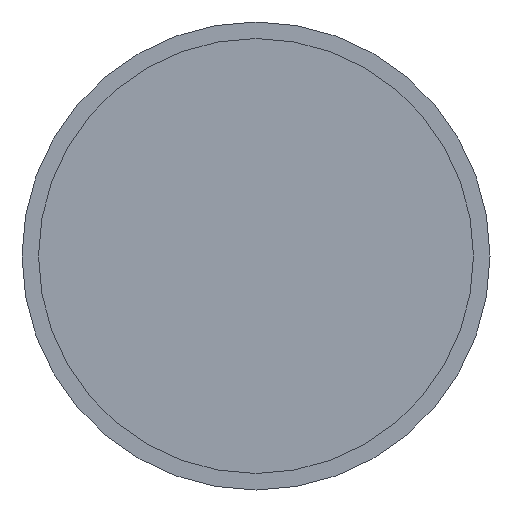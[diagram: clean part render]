
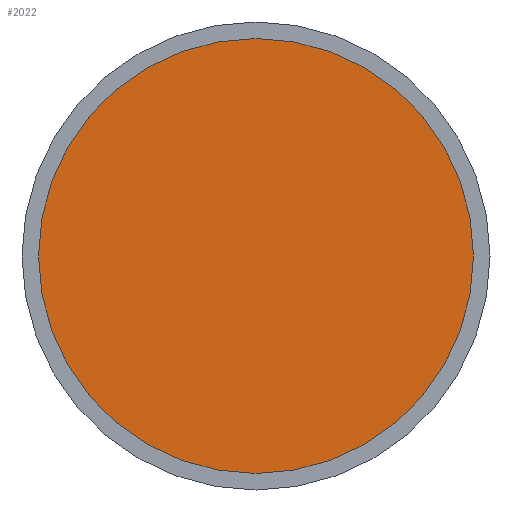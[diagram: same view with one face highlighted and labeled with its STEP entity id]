
A CAD part, front view. The second image highlights one B-rep face of the part: STEP entity #2022.
In plain terms, the highlighted planar face has unit normal (0, -1, 0).
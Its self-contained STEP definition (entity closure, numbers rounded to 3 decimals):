
#83 = CARTESIAN_POINT ( 'NONE',  ( 0., -2., -46. ) ) ;
#229 = DIRECTION ( 'NONE',  ( 0., 0., -1. ) ) ;
#302 = CARTESIAN_POINT ( 'NONE',  ( 0., -2., 46. ) ) ;
#321 = EDGE_CURVE ( 'NONE', #1432, #1834, #806, .T. ) ;
#806 = CIRCLE ( 'NONE', #3037, 46. ) ;
#921 = AXIS2_PLACEMENT_3D ( 'NONE', #1194, #966, #229 ) ;
#966 = DIRECTION ( 'NONE',  ( 0., -1., 0. ) ) ;
#1173 = DIRECTION ( 'NONE',  ( 0., -1., 0. ) ) ;
#1194 = CARTESIAN_POINT ( 'NONE',  ( 0., -2., 0. ) ) ;
#1285 = ORIENTED_EDGE ( 'NONE', *, *, #2472, .T. ) ;
#1426 = DIRECTION ( 'NONE',  ( 0., 0., -1. ) ) ;
#1432 = VERTEX_POINT ( 'NONE', #83 ) ;
#1622 = PLANE ( 'NONE',  #2204 ) ;
#1824 = DIRECTION ( 'NONE',  ( 0., -1., 0. ) ) ;
#1834 = VERTEX_POINT ( 'NONE', #302 ) ;
#1904 = DIRECTION ( 'NONE',  ( 0., 0., -1. ) ) ;
#1985 = CIRCLE ( 'NONE', #921, 46. ) ;
#2022 = ADVANCED_FACE ( 'NONE', ( #3030 ), #1622, .T. ) ;
#2140 = CARTESIAN_POINT ( 'NONE',  ( 0., -2., 0. ) ) ;
#2204 = AXIS2_PLACEMENT_3D ( 'NONE', #2776, #1824, #1426 ) ;
#2472 = EDGE_CURVE ( 'NONE', #1834, #1432, #1985, .T. ) ;
#2675 = ORIENTED_EDGE ( 'NONE', *, *, #321, .T. ) ;
#2776 = CARTESIAN_POINT ( 'NONE',  ( 0., -2., 0. ) ) ;
#2972 = EDGE_LOOP ( 'NONE', ( #2675, #1285 ) ) ;
#3030 = FACE_OUTER_BOUND ( 'NONE', #2972, .T. ) ;
#3037 = AXIS2_PLACEMENT_3D ( 'NONE', #2140, #1173, #1904 ) ;
